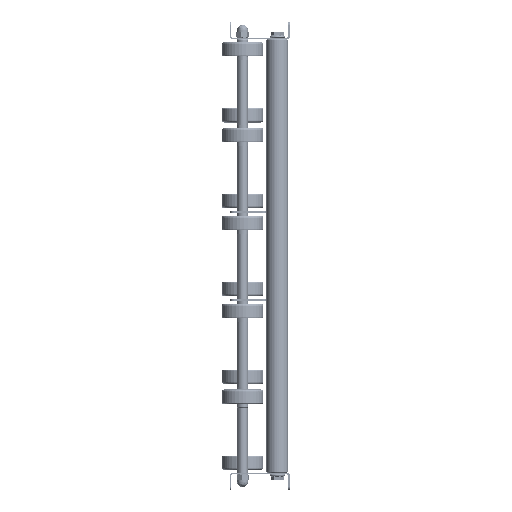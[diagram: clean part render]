
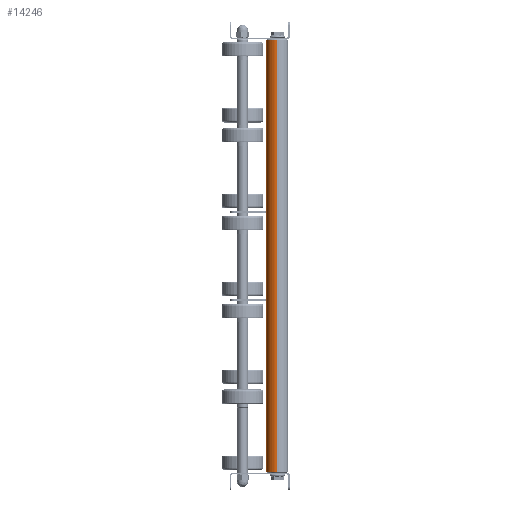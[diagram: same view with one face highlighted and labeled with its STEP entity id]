
A CAD part, left-side view. The second image highlights one B-rep face of the part: STEP entity #14246.
In plain terms, the highlighted cylindrical face has radius 12.5 mm (diameter 25 mm), a partial arc.
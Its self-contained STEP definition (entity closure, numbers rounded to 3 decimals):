
#616 = VERTEX_POINT ( 'NONE', #26686 ) ;
#844 = EDGE_CURVE ( 'NONE', #7799, #7716, #9296, .T. ) ;
#2435 = LINE ( 'NONE', #24255, #22527 ) ;
#2640 = CARTESIAN_POINT ( 'NONE',  ( 500., 0., 12.5 ) ) ;
#2934 = CARTESIAN_POINT ( 'NONE',  ( 499., 0., -12.5 ) ) ;
#4758 = CARTESIAN_POINT ( 'NONE',  ( 500., 0., 0. ) ) ;
#7096 = FACE_OUTER_BOUND ( 'NONE', #27312, .T. ) ;
#7716 = VERTEX_POINT ( 'NONE', #2934 ) ;
#7799 = VERTEX_POINT ( 'NONE', #24940 ) ;
#9296 = CIRCLE ( 'NONE', #10813, 12.5 ) ;
#9354 = DIRECTION ( 'NONE',  ( -1., 0., 0. ) ) ;
#9514 = DIRECTION ( 'NONE',  ( -1., 0., 0. ) ) ;
#10813 = AXIS2_PLACEMENT_3D ( 'NONE', #16710, #9514, #28080 ) ;
#12209 = CYLINDRICAL_SURFACE ( 'NONE', #18398, 12.5 ) ;
#13468 = VECTOR ( 'NONE', #9354, 1000. ) ;
#13962 = ORIENTED_EDGE ( 'NONE', *, *, #28382, .T. ) ;
#14246 = ADVANCED_FACE ( 'NONE', ( #7096 ), #12209, .T. ) ;
#14727 = DIRECTION ( 'NONE',  ( -1., 0., 0. ) ) ;
#15137 = VERTEX_POINT ( 'NONE', #23574 ) ;
#15211 = DIRECTION ( 'NONE',  ( -1., 0., 0. ) ) ;
#15220 = EDGE_CURVE ( 'NONE', #7799, #15137, #26344, .T. ) ;
#16629 = DIRECTION ( 'NONE',  ( 0., 0., 1. ) ) ;
#16710 = CARTESIAN_POINT ( 'NONE',  ( 499., 0., 0. ) ) ;
#16998 = DIRECTION ( 'NONE',  ( 0., 0., -1. ) ) ;
#17156 = CARTESIAN_POINT ( 'NONE',  ( 1., 0., 0. ) ) ;
#18398 = AXIS2_PLACEMENT_3D ( 'NONE', #4758, #14727, #16629 ) ;
#19827 = AXIS2_PLACEMENT_3D ( 'NONE', #17156, #28820, #16998 ) ;
#20324 = ORIENTED_EDGE ( 'NONE', *, *, #24566, .T. ) ;
#20702 = ORIENTED_EDGE ( 'NONE', *, *, #844, .T. ) ;
#22527 = VECTOR ( 'NONE', #15211, 1000. ) ;
#22819 = CIRCLE ( 'NONE', #19827, 12.5 ) ;
#23574 = CARTESIAN_POINT ( 'NONE',  ( 1., 0., 12.5 ) ) ;
#24255 = CARTESIAN_POINT ( 'NONE',  ( 500., 0., -12.5 ) ) ;
#24566 = EDGE_CURVE ( 'NONE', #616, #15137, #22819, .T. ) ;
#24940 = CARTESIAN_POINT ( 'NONE',  ( 499., 0., 12.5 ) ) ;
#26344 = LINE ( 'NONE', #2640, #13468 ) ;
#26686 = CARTESIAN_POINT ( 'NONE',  ( 1., 0., -12.5 ) ) ;
#27312 = EDGE_LOOP ( 'NONE', ( #20702, #13962, #20324, #29431 ) ) ;
#28080 = DIRECTION ( 'NONE',  ( 0., 0., -1. ) ) ;
#28382 = EDGE_CURVE ( 'NONE', #7716, #616, #2435, .T. ) ;
#28820 = DIRECTION ( 'NONE',  ( 1., 0., 0. ) ) ;
#29431 = ORIENTED_EDGE ( 'NONE', *, *, #15220, .F. ) ;
